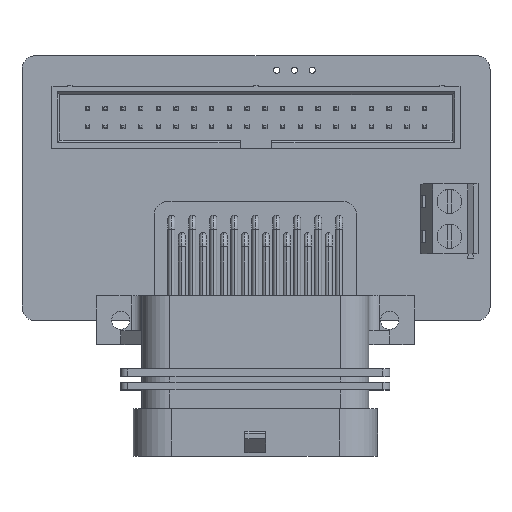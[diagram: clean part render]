
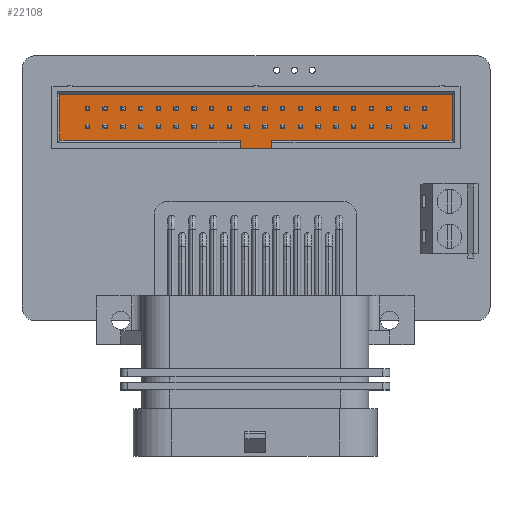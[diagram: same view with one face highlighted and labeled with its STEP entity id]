
A CAD part, top view. The second image highlights one B-rep face of the part: STEP entity #22108.
In plain terms, the highlighted face is planar.
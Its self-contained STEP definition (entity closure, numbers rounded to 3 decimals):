
#22108 = ADVANCED_FACE('',(#22109,#22207,#22241),#22275,.T.);
#22109 = FACE_BOUND('',#22110,.T.);
#22110 = EDGE_LOOP('',(#22111,#22121,#22129,#22137,#22145,#22153,#22161,
    #22169,#22177,#22185,#22193,#22201));
#22111 = ORIENTED_EDGE('',*,*,#22112,.T.);
#22112 = EDGE_CURVE('',#22113,#22115,#22117,.T.);
#22113 = VERTEX_POINT('',#22114);
#22114 = CARTESIAN_POINT('',(28.06,2.05,3.25));
#22115 = VERTEX_POINT('',#22116);
#22116 = CARTESIAN_POINT('',(28.06,2.05,1.6));
#22117 = LINE('',#22118,#22119);
#22118 = CARTESIAN_POINT('',(28.06,2.05,2.425));
#22119 = VECTOR('',#22120,1.);
#22120 = DIRECTION('',(0.,0.,-1.));
#22121 = ORIENTED_EDGE('',*,*,#22122,.T.);
#22122 = EDGE_CURVE('',#22115,#22123,#22125,.T.);
#22123 = VERTEX_POINT('',#22124);
#22124 = CARTESIAN_POINT('',(28.06,2.05,-1.6));
#22125 = LINE('',#22126,#22127);
#22126 = CARTESIAN_POINT('',(28.06,2.05,0.));
#22127 = VECTOR('',#22128,1.);
#22128 = DIRECTION('',(0.,0.,-1.));
#22129 = ORIENTED_EDGE('',*,*,#22130,.T.);
#22130 = EDGE_CURVE('',#22123,#22131,#22133,.T.);
#22131 = VERTEX_POINT('',#22132);
#22132 = CARTESIAN_POINT('',(28.06,2.05,-3.25));
#22133 = LINE('',#22134,#22135);
#22134 = CARTESIAN_POINT('',(28.06,2.05,-2.425));
#22135 = VECTOR('',#22136,1.);
#22136 = DIRECTION('',(0.,0.,-1.));
#22137 = ORIENTED_EDGE('',*,*,#22138,.T.);
#22138 = EDGE_CURVE('',#22131,#22139,#22141,.T.);
#22139 = VERTEX_POINT('',#22140);
#22140 = CARTESIAN_POINT('',(-28.06,2.05,-3.25));
#22141 = LINE('',#22142,#22143);
#22142 = CARTESIAN_POINT('',(0.,2.05,-3.25));
#22143 = VECTOR('',#22144,1.);
#22144 = DIRECTION('',(-1.,0.,0.));
#22145 = ORIENTED_EDGE('',*,*,#22146,.T.);
#22146 = EDGE_CURVE('',#22139,#22147,#22149,.T.);
#22147 = VERTEX_POINT('',#22148);
#22148 = CARTESIAN_POINT('',(-28.06,2.05,-1.6));
#22149 = LINE('',#22150,#22151);
#22150 = CARTESIAN_POINT('',(-28.06,2.05,-2.425));
#22151 = VECTOR('',#22152,1.);
#22152 = DIRECTION('',(0.,0.,1.));
#22153 = ORIENTED_EDGE('',*,*,#22154,.T.);
#22154 = EDGE_CURVE('',#22147,#22155,#22157,.T.);
#22155 = VERTEX_POINT('',#22156);
#22156 = CARTESIAN_POINT('',(-28.06,2.05,1.6));
#22157 = LINE('',#22158,#22159);
#22158 = CARTESIAN_POINT('',(-28.06,2.05,0.));
#22159 = VECTOR('',#22160,1.);
#22160 = DIRECTION('',(0.,0.,1.));
#22161 = ORIENTED_EDGE('',*,*,#22162,.T.);
#22162 = EDGE_CURVE('',#22155,#22163,#22165,.T.);
#22163 = VERTEX_POINT('',#22164);
#22164 = CARTESIAN_POINT('',(-28.06,2.05,3.25));
#22165 = LINE('',#22166,#22167);
#22166 = CARTESIAN_POINT('',(-28.06,2.05,2.425));
#22167 = VECTOR('',#22168,1.);
#22168 = DIRECTION('',(0.,0.,1.));
#22169 = ORIENTED_EDGE('',*,*,#22170,.T.);
#22170 = EDGE_CURVE('',#22163,#22171,#22173,.T.);
#22171 = VERTEX_POINT('',#22172);
#22172 = CARTESIAN_POINT('',(-2.275,2.05,3.25));
#22173 = LINE('',#22174,#22175);
#22174 = CARTESIAN_POINT('',(-15.168,2.05,3.25));
#22175 = VECTOR('',#22176,1.);
#22176 = DIRECTION('',(1.,0.,0.));
#22177 = ORIENTED_EDGE('',*,*,#22178,.T.);
#22178 = EDGE_CURVE('',#22171,#22179,#22181,.T.);
#22179 = VERTEX_POINT('',#22180);
#22180 = CARTESIAN_POINT('',(-2.275,2.05,4.4));
#22181 = LINE('',#22182,#22183);
#22182 = CARTESIAN_POINT('',(-2.275,2.05,3.825));
#22183 = VECTOR('',#22184,1.);
#22184 = DIRECTION('',(0.,0.,1.));
#22185 = ORIENTED_EDGE('',*,*,#22186,.T.);
#22186 = EDGE_CURVE('',#22179,#22187,#22189,.T.);
#22187 = VERTEX_POINT('',#22188);
#22188 = CARTESIAN_POINT('',(2.275,2.05,4.4));
#22189 = LINE('',#22190,#22191);
#22190 = CARTESIAN_POINT('',(0.,2.05,4.4));
#22191 = VECTOR('',#22192,1.);
#22192 = DIRECTION('',(1.,0.,0.));
#22193 = ORIENTED_EDGE('',*,*,#22194,.T.);
#22194 = EDGE_CURVE('',#22187,#22195,#22197,.T.);
#22195 = VERTEX_POINT('',#22196);
#22196 = CARTESIAN_POINT('',(2.275,2.05,3.25));
#22197 = LINE('',#22198,#22199);
#22198 = CARTESIAN_POINT('',(2.275,2.05,3.825));
#22199 = VECTOR('',#22200,1.);
#22200 = DIRECTION('',(0.,0.,-1.));
#22201 = ORIENTED_EDGE('',*,*,#22202,.T.);
#22202 = EDGE_CURVE('',#22195,#22113,#22203,.T.);
#22203 = LINE('',#22204,#22205);
#22204 = CARTESIAN_POINT('',(15.168,2.05,3.25));
#22205 = VECTOR('',#22206,1.);
#22206 = DIRECTION('',(1.,0.,0.));
#22207 = FACE_BOUND('',#22208,.T.);
#22208 = EDGE_LOOP('',(#22209,#22219,#22227,#22235));
#22209 = ORIENTED_EDGE('',*,*,#22210,.T.);
#22210 = EDGE_CURVE('',#22211,#22213,#22215,.T.);
#22211 = VERTEX_POINT('',#22212);
#22212 = CARTESIAN_POINT('',(-24.45,2.05,1.59));
#22213 = VERTEX_POINT('',#22214);
#22214 = CARTESIAN_POINT('',(-24.45,2.05,0.95));
#22215 = LINE('',#22216,#22217);
#22216 = CARTESIAN_POINT('',(-24.45,2.05,1.27));
#22217 = VECTOR('',#22218,1.);
#22218 = DIRECTION('',(0.,0.,-1.));
#22219 = ORIENTED_EDGE('',*,*,#22220,.T.);
#22220 = EDGE_CURVE('',#22213,#22221,#22223,.T.);
#22221 = VERTEX_POINT('',#22222);
#22222 = CARTESIAN_POINT('',(-23.81,2.05,0.95));
#22223 = LINE('',#22224,#22225);
#22224 = CARTESIAN_POINT('',(-24.13,2.05,0.95));
#22225 = VECTOR('',#22226,1.);
#22226 = DIRECTION('',(1.,0.,0.));
#22227 = ORIENTED_EDGE('',*,*,#22228,.T.);
#22228 = EDGE_CURVE('',#22221,#22229,#22231,.T.);
#22229 = VERTEX_POINT('',#22230);
#22230 = CARTESIAN_POINT('',(-23.81,2.05,1.59));
#22231 = LINE('',#22232,#22233);
#22232 = CARTESIAN_POINT('',(-23.81,2.05,1.27));
#22233 = VECTOR('',#22234,1.);
#22234 = DIRECTION('',(0.,0.,1.));
#22235 = ORIENTED_EDGE('',*,*,#22236,.T.);
#22236 = EDGE_CURVE('',#22229,#22211,#22237,.T.);
#22237 = LINE('',#22238,#22239);
#22238 = CARTESIAN_POINT('',(-24.13,2.05,1.59));
#22239 = VECTOR('',#22240,1.);
#22240 = DIRECTION('',(-1.,0.,0.));
#22241 = FACE_BOUND('',#22242,.T.);
#22242 = EDGE_LOOP('',(#22243,#22253,#22261,#22269));
#22243 = ORIENTED_EDGE('',*,*,#22244,.T.);
#22244 = EDGE_CURVE('',#22245,#22247,#22249,.T.);
#22245 = VERTEX_POINT('',#22246);
#22246 = CARTESIAN_POINT('',(-24.45,2.05,-0.95));
#22247 = VERTEX_POINT('',#22248);
#22248 = CARTESIAN_POINT('',(-24.45,2.05,-1.59));
#22249 = LINE('',#22250,#22251);
#22250 = CARTESIAN_POINT('',(-24.45,2.05,-1.27));
#22251 = VECTOR('',#22252,1.);
#22252 = DIRECTION('',(0.,0.,-1.));
#22253 = ORIENTED_EDGE('',*,*,#22254,.T.);
#22254 = EDGE_CURVE('',#22247,#22255,#22257,.T.);
#22255 = VERTEX_POINT('',#22256);
#22256 = CARTESIAN_POINT('',(-23.81,2.05,-1.59));
#22257 = LINE('',#22258,#22259);
#22258 = CARTESIAN_POINT('',(-24.13,2.05,-1.59));
#22259 = VECTOR('',#22260,1.);
#22260 = DIRECTION('',(1.,0.,0.));
#22261 = ORIENTED_EDGE('',*,*,#22262,.T.);
#22262 = EDGE_CURVE('',#22255,#22263,#22265,.T.);
#22263 = VERTEX_POINT('',#22264);
#22264 = CARTESIAN_POINT('',(-23.81,2.05,-0.95));
#22265 = LINE('',#22266,#22267);
#22266 = CARTESIAN_POINT('',(-23.81,2.05,-1.27));
#22267 = VECTOR('',#22268,1.);
#22268 = DIRECTION('',(0.,0.,1.));
#22269 = ORIENTED_EDGE('',*,*,#22270,.T.);
#22270 = EDGE_CURVE('',#22263,#22245,#22271,.T.);
#22271 = LINE('',#22272,#22273);
#22272 = CARTESIAN_POINT('',(-24.13,2.05,-0.95));
#22273 = VECTOR('',#22274,1.);
#22274 = DIRECTION('',(-1.,0.,0.));
#22275 = PLANE('',#22276);
#22276 = AXIS2_PLACEMENT_3D('',#22277,#22278,#22279);
#22277 = CARTESIAN_POINT('',(-29.182,2.05,4.553));
#22278 = DIRECTION('',(0.,1.,0.));
#22279 = DIRECTION('',(1.,0.,0.));
